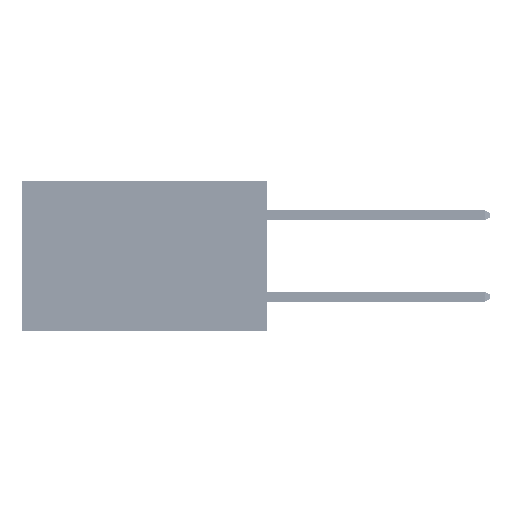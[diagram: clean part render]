
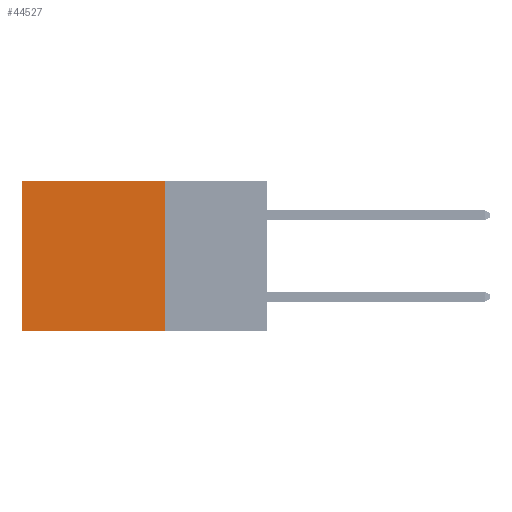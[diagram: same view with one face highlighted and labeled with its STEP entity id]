
A CAD part, left-side view. The second image highlights one B-rep face of the part: STEP entity #44527.
In plain terms, the highlighted planar face has unit normal (-1, 0, 0).
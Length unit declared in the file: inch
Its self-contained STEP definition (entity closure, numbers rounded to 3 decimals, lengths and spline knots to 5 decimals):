
#1609 = CARTESIAN_POINT ( 'NONE',  ( 0.2875, 0.25, -0.37 ) ) ;
#1615 = VERTEX_POINT ( 'NONE', #2200 ) ;
#2200 = CARTESIAN_POINT ( 'NONE',  ( 0.2875, 0.25, 0. ) ) ;
#2258 = VECTOR ( 'NONE', #6276, 39.37008 ) ;
#2349 = LINE ( 'NONE', #1609, #2258 ) ;
#3071 = EDGE_CURVE ( 'NONE', #1615, #3900, #6441, .T. ) ;
#3900 = VERTEX_POINT ( 'NONE', #5532 ) ;
#5532 = CARTESIAN_POINT ( 'NONE',  ( 0.2875, 0.6, 0. ) ) ;
#6139 = ORIENTED_EDGE ( 'NONE', *, *, #47679, .T. ) ;
#6276 = DIRECTION ( 'NONE',  ( 0., 1., 0. ) ) ;
#6441 = LINE ( 'NONE', #39492, #11190 ) ;
#7742 = ORIENTED_EDGE ( 'NONE', *, *, #3071, .T. ) ;
#10023 = CARTESIAN_POINT ( 'NONE',  ( 0.2875, 0.25, 0. ) ) ;
#10506 = CARTESIAN_POINT ( 'NONE',  ( 0.2875, 0.25, -0.37 ) ) ;
#11041 = DIRECTION ( 'NONE',  ( 0., 0., -1. ) ) ;
#11190 = VECTOR ( 'NONE', #31890, 39.37008 ) ;
#13531 = PLANE ( 'NONE',  #22000 ) ;
#13613 = VECTOR ( 'NONE', #11041, 39.37008 ) ;
#13767 = DIRECTION ( 'NONE',  ( 1., 0., 0. ) ) ;
#14246 = CARTESIAN_POINT ( 'NONE',  ( 0.2875, 0.25, 0. ) ) ;
#14546 = ORIENTED_EDGE ( 'NONE', *, *, #24386, .F. ) ;
#22000 = AXIS2_PLACEMENT_3D ( 'NONE', #14246, #13767, #32361 ) ;
#22761 = CARTESIAN_POINT ( 'NONE',  ( 0.2875, 0.6, 0. ) ) ;
#23229 = CARTESIAN_POINT ( 'NONE',  ( 0.2875, 0.6, -0.37 ) ) ;
#23250 = LINE ( 'NONE', #22761, #13613 ) ;
#24348 = VERTEX_POINT ( 'NONE', #10506 ) ;
#24386 = EDGE_CURVE ( 'NONE', #1615, #24348, #35966, .T. ) ;
#24938 = DIRECTION ( 'NONE',  ( 0., 0., -1. ) ) ;
#31890 = DIRECTION ( 'NONE',  ( 0., 1., 0. ) ) ;
#32361 = DIRECTION ( 'NONE',  ( 0., 0., -1. ) ) ;
#34166 = VECTOR ( 'NONE', #24938, 39.37008 ) ;
#35966 = LINE ( 'NONE', #10023, #34166 ) ;
#36658 = EDGE_LOOP ( 'NONE', ( #6139, #43619, #14546, #7742 ) ) ;
#38107 = EDGE_CURVE ( 'NONE', #24348, #40835, #2349, .T. ) ;
#39492 = CARTESIAN_POINT ( 'NONE',  ( 0.2875, 0.25, 0. ) ) ;
#40835 = VERTEX_POINT ( 'NONE', #23229 ) ;
#43619 = ORIENTED_EDGE ( 'NONE', *, *, #38107, .F. ) ;
#44527 = ADVANCED_FACE ( 'NONE', ( #47794 ), #13531, .F. ) ;
#47679 = EDGE_CURVE ( 'NONE', #3900, #40835, #23250, .T. ) ;
#47794 = FACE_OUTER_BOUND ( 'NONE', #36658, .T. ) ;
